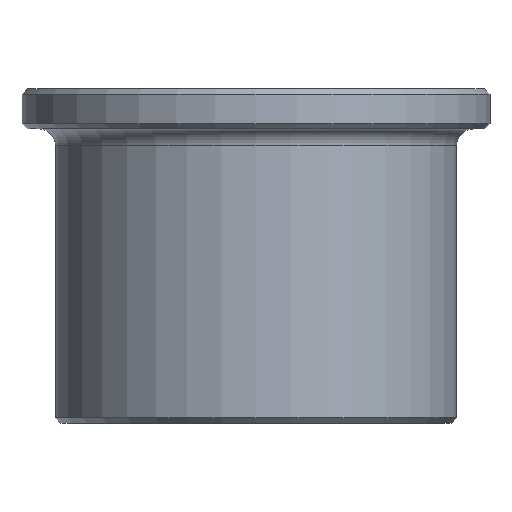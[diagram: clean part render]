
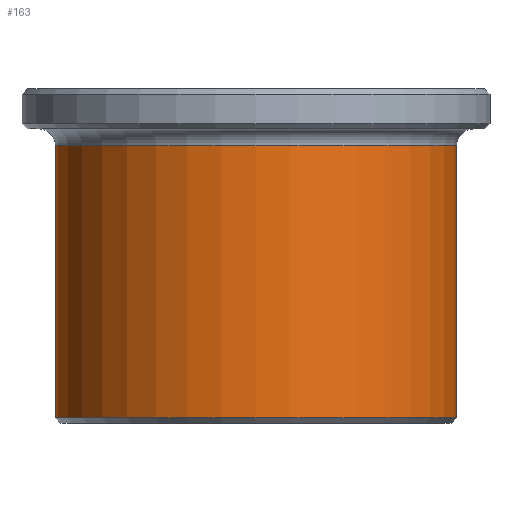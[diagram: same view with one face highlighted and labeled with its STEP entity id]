
A CAD part, front view. The second image highlights one B-rep face of the part: STEP entity #163.
In plain terms, the highlighted cylindrical face has radius 30 mm (diameter 60 mm), a full revolution.
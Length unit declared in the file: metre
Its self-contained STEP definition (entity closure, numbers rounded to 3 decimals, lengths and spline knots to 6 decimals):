
#163=ADVANCED_FACE('',(#199,#200),#201,.T.);
#199=FACE_OUTER_BOUND('',#913,.T.);
#200=FACE_OUTER_BOUND('',#914,.T.);
#201=CYLINDRICAL_SURFACE('',#915,0.03);
#913=EDGE_LOOP('',(#1658));
#914=EDGE_LOOP('',(#1659));
#915=AXIS2_PLACEMENT_3D('',#1660,#1661,#1662);
#1658=ORIENTED_EDGE('',*,*,#1711,.T.);
#1659=ORIENTED_EDGE('',*,*,#1712,.F.);
#1660=CARTESIAN_POINT('',(0.0,0.0,0.));
#1661=DIRECTION('',(0.0,0.,-1.0));
#1662=DIRECTION('',(0.0,1.0,0.));
#1711=EDGE_CURVE('',#1750,#1750,#1751,.T.);
#1712=EDGE_CURVE('',#1752,#1752,#1753,.T.);
#1750=VERTEX_POINT('',#2022);
#1751=CIRCLE('',#2023,0.03);
#1752=VERTEX_POINT('',#2024);
#1753=CIRCLE('',#2025,0.03);
#2022=CARTESIAN_POINT('',(0.0,0.03,0.0415));
#2023=AXIS2_PLACEMENT_3D('',#2069,#2070,#2071);
#2024=CARTESIAN_POINT('',(0.0,0.03,0.0008));
#2025=AXIS2_PLACEMENT_3D('',#2072,#2073,#2074);
#2069=CARTESIAN_POINT('',(0.0,0.0,0.0415));
#2070=DIRECTION('',(0.0,0.,-1.0));
#2071=DIRECTION('',(0.0,1.0,0.));
#2072=CARTESIAN_POINT('',(0.0,0.0,0.0008));
#2073=DIRECTION('',(0.0,0.,-1.0));
#2074=DIRECTION('',(0.0,1.0,0.));
